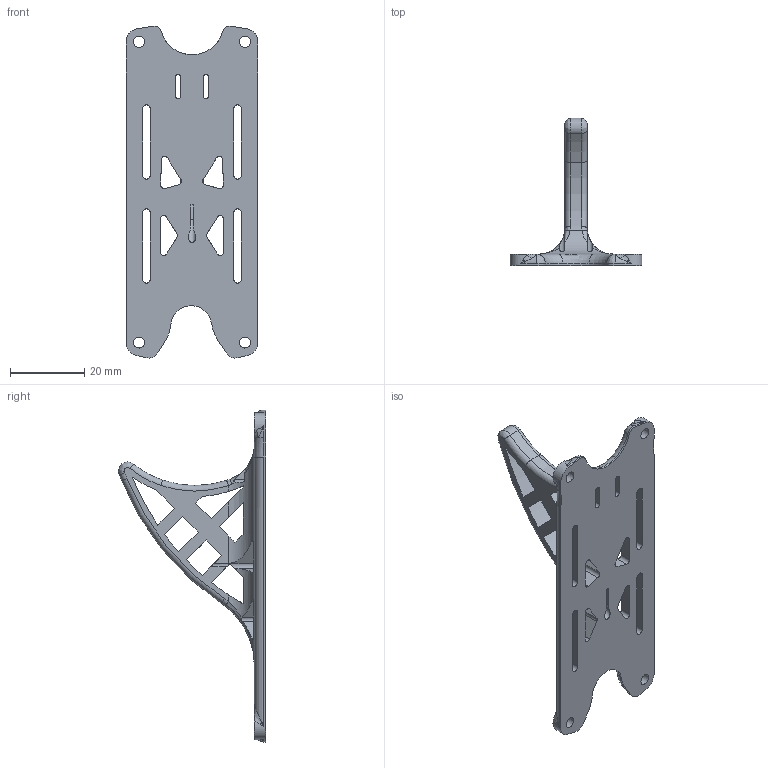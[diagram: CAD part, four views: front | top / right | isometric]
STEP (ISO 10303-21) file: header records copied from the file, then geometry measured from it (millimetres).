
FILE_DESCRIPTION(/* description */ (''),/* implementation_level */ '2;1');
FILE_NAME(/* name */ 'S2_v0.1_shark_fin.step',/* time_stamp */ '2018-10-20T13:19:31+02:00',/* author */ (''),/* organization */ (''),/* preprocessor_version */ 'ST-DEVELOPER v17.2',/* originating_system */ 'Autodesk Translation Framework v7.6.0.251',/* authorisation */ '');
FILE_SCHEMA (('AUTOMOTIVE_DESIGN { 1 0 10303 214 3 1 1 }'));
Length unit declared in the file: millimetre
Products named in the file (1): shark_fin
Bounding box: 35.5 x 39.6 x 89.34 mm (x, y, z)
Volume: 11663.3 mm3; surface area: 9434.4 mm2
Topology: 1 solids, 1 shells, 206 faces, 631 edges, 390 vertices
Faces by surface type: cylinder 78, plane 64, bspline 47, torus 17
Full cylindrical faces by diameter (mm): 2.95 x2, 3 x2
Entity records: 8671 total; most frequent: CARTESIAN_POINT 3253, ORIENTED_EDGE 1230, DIRECTION 1015, EDGE_CURVE 615, VERTEX_POINT 390, AXIS2_PLACEMENT_3D 369, LINE 277, VECTOR 277
